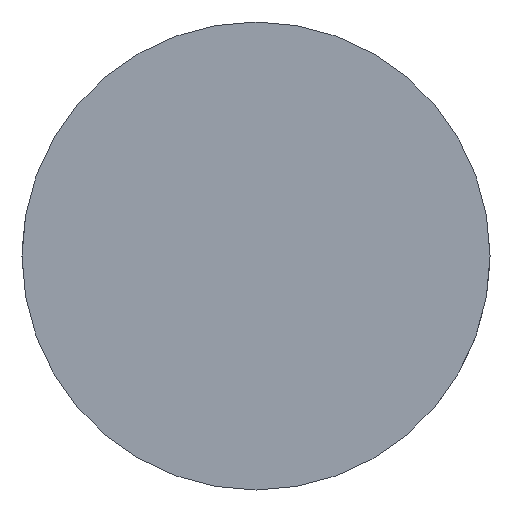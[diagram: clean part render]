
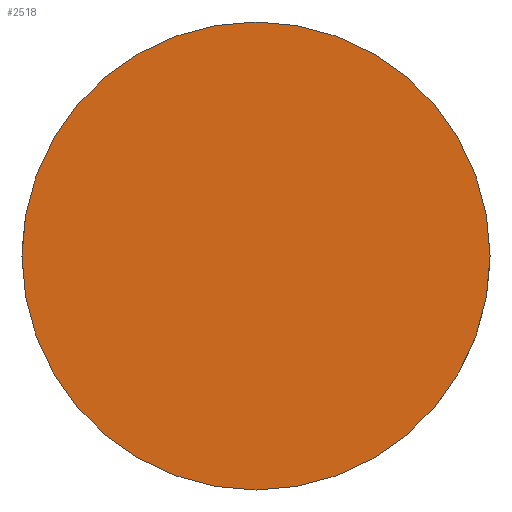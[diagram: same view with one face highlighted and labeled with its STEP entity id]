
A CAD part, front view. The second image highlights one B-rep face of the part: STEP entity #2518.
In plain terms, the highlighted planar face has unit normal (0, -1, 0).
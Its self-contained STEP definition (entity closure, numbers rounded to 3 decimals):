
#214 = EDGE_LOOP ( 'NONE', ( #2519, #2520 ) ) ;
#223 = EDGE_CURVE ( 'NONE', #2394, #2438, #832, .T. ) ;
#785 = CARTESIAN_POINT ( 'NONE',  ( 0., 0., 0. ) ) ;
#808 = AXIS2_PLACEMENT_3D ( 'NONE', #785, #810, #809 ) ;
#809 = DIRECTION ( 'NONE',  ( 0., 0., 1. ) ) ;
#810 = DIRECTION ( 'NONE',  ( 0., 1., 0. ) ) ;
#832 = CIRCLE ( 'NONE', #808, 40. ) ;
#1755 = CARTESIAN_POINT ( 'NONE',  ( 0., 0., -40. ) ) ;
#1770 = CIRCLE ( 'NONE', #1811, 40. ) ;
#1777 = CARTESIAN_POINT ( 'NONE',  ( 0., 0., 0. ) ) ;
#1801 = CARTESIAN_POINT ( 'NONE',  ( 0., 0., 40. ) ) ;
#1807 = DIRECTION ( 'NONE',  ( 0., 0., 1. ) ) ;
#1808 = DIRECTION ( 'NONE',  ( 0., 1., 0. ) ) ;
#1811 = AXIS2_PLACEMENT_3D ( 'NONE', #1777, #1808, #1807 ) ;
#1938 = CARTESIAN_POINT ( 'NONE',  ( -40., 0., 0. ) ) ;
#1966 = FACE_OUTER_BOUND ( 'NONE', #214, .T. ) ;
#2003 = DIRECTION ( 'NONE',  ( 0., 0., -1. ) ) ;
#2005 = DIRECTION ( 'NONE',  ( 0., -1., 0. ) ) ;
#2010 = PLANE ( 'NONE',  #2014 ) ;
#2014 = AXIS2_PLACEMENT_3D ( 'NONE', #1938, #2005, #2003 ) ;
#2394 = VERTEX_POINT ( 'NONE', #1755 ) ;
#2431 = EDGE_CURVE ( 'NONE', #2438, #2394, #1770, .T. ) ;
#2438 = VERTEX_POINT ( 'NONE', #1801 ) ;
#2518 = ADVANCED_FACE ( 'NONE', ( #1966 ), #2010, .T. ) ;
#2519 = ORIENTED_EDGE ( 'NONE', *, *, #2431, .F. ) ;
#2520 = ORIENTED_EDGE ( 'NONE', *, *, #223, .F. ) ;
